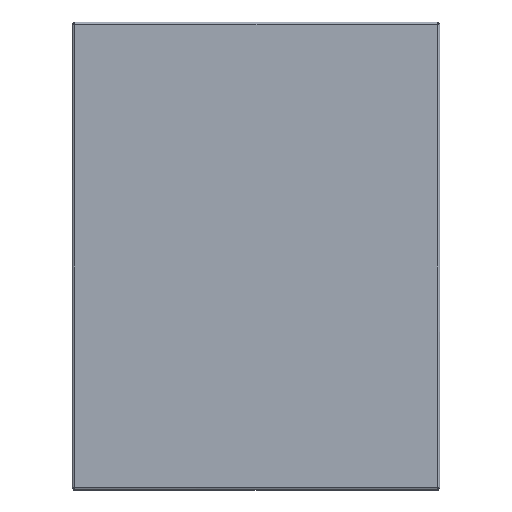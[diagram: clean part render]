
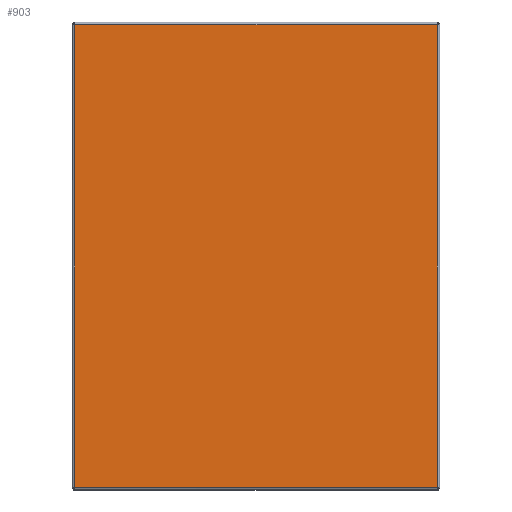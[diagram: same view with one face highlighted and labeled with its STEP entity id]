
A CAD part, top view. The second image highlights one B-rep face of the part: STEP entity #903.
In plain terms, the highlighted planar face has unit normal (0, 0, 1).
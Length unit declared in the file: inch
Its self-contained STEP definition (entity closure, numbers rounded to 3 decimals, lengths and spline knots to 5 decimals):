
#113 = EDGE_CURVE ( 'NONE', #539, #1052, #1436, .T. ) ;
#128 = VECTOR ( 'NONE', #900, 39.37008 ) ;
#173 = ORIENTED_EDGE ( 'NONE', *, *, #207, .T. ) ;
#182 = CARTESIAN_POINT ( 'NONE',  ( 0., -13.844, 1. ) ) ;
#204 = DIRECTION ( 'NONE',  ( -1., 0., 0. ) ) ;
#207 = EDGE_CURVE ( 'NONE', #276, #1362, #2146, .T. ) ;
#273 = DIRECTION ( 'NONE',  ( 0., -1., 0. ) ) ;
#276 = VERTEX_POINT ( 'NONE', #1689 ) ;
#309 = ORIENTED_EDGE ( 'NONE', *, *, #1169, .T. ) ;
#416 = DIRECTION ( 'NONE',  ( 0., 1., 0. ) ) ;
#419 = DIRECTION ( 'NONE',  ( 0., 0., 1. ) ) ;
#471 = AXIS2_PLACEMENT_3D ( 'NONE', #607, #419, #635 ) ;
#483 = EDGE_LOOP ( 'NONE', ( #1342, #1379, #173, #309 ) ) ;
#539 = VERTEX_POINT ( 'NONE', #1130 ) ;
#543 = VECTOR ( 'NONE', #416, 39.37008 ) ;
#607 = CARTESIAN_POINT ( 'NONE',  ( 0., 0., 1. ) ) ;
#635 = DIRECTION ( 'NONE',  ( 1., 0., 0. ) ) ;
#900 = DIRECTION ( 'NONE',  ( 1., 0., 0. ) ) ;
#901 = CARTESIAN_POINT ( 'NONE',  ( -10.844, 13.844, 1. ) ) ;
#903 = ADVANCED_FACE ( 'NONE', ( #2205 ), #2232, .T. ) ;
#1016 = CARTESIAN_POINT ( 'NONE',  ( -10.844, 0., 1. ) ) ;
#1052 = VERTEX_POINT ( 'NONE', #901 ) ;
#1091 = CARTESIAN_POINT ( 'NONE',  ( 0., 13.844, 1. ) ) ;
#1130 = CARTESIAN_POINT ( 'NONE',  ( 10.844, 13.844, 1. ) ) ;
#1169 = EDGE_CURVE ( 'NONE', #1362, #539, #2009, .T. ) ;
#1195 = LINE ( 'NONE', #1016, #1247 ) ;
#1247 = VECTOR ( 'NONE', #273, 39.37008 ) ;
#1342 = ORIENTED_EDGE ( 'NONE', *, *, #113, .T. ) ;
#1362 = VERTEX_POINT ( 'NONE', #1397 ) ;
#1379 = ORIENTED_EDGE ( 'NONE', *, *, #1624, .T. ) ;
#1397 = CARTESIAN_POINT ( 'NONE',  ( 10.844, -13.844, 1. ) ) ;
#1436 = LINE ( 'NONE', #1091, #1744 ) ;
#1624 = EDGE_CURVE ( 'NONE', #1052, #276, #1195, .T. ) ;
#1689 = CARTESIAN_POINT ( 'NONE',  ( -10.844, -13.844, 1. ) ) ;
#1744 = VECTOR ( 'NONE', #204, 39.37008 ) ;
#2009 = LINE ( 'NONE', #2179, #543 ) ;
#2146 = LINE ( 'NONE', #182, #128 ) ;
#2179 = CARTESIAN_POINT ( 'NONE',  ( 10.844, 0., 1. ) ) ;
#2205 = FACE_OUTER_BOUND ( 'NONE', #483, .T. ) ;
#2232 = PLANE ( 'NONE',  #471 ) ;
